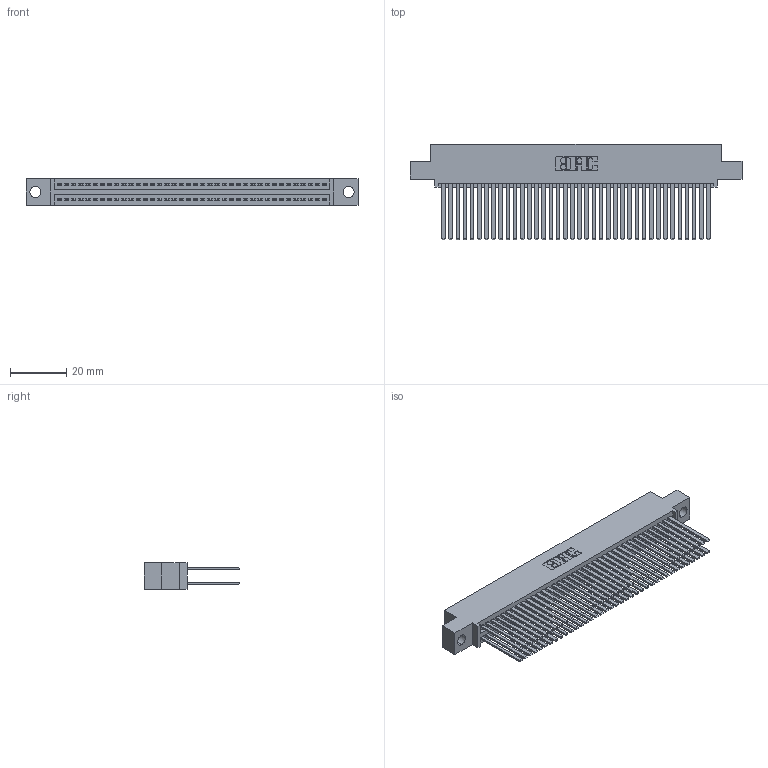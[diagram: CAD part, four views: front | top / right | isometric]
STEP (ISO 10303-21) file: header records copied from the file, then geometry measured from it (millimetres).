
FILE_DESCRIPTION (( 'STEP AP203' ), '1' );
FILE_NAME ('395-076-544-504.STEP', '2018-11-27T21:58:46', ( '' ), ( '' ), 'SwSTEP 2.0', 'SolidWorks 2016', '' );
FILE_SCHEMA (( 'CONFIG_CONTROL_DESIGN' ));
Length unit declared in the file: inch
Products named in the file (3): 345 Part_0.110 Offset - 0.156 Dia-TH; 395-076-544-504; 345-292-001_345-293-144
Assembly tree (77 placements, depth 2):
  395-076-544-504
    345 Part_0.110 Offset - 0.156 Dia-TH
    345-292-001_345-293-144  x76
Bounding box: 117.73 x 33.96 x 9.4 mm (x, y, z)
Volume: 12303.3 mm3; surface area: 21139.5 mm2
Topology: 77 solids, 77 shells, 3474 faces, 10309 edges, 6770 vertices
Faces by surface type: plane 2288, cylinder 1186
Entity records: 30305 total; most frequent: CARTESIAN_POINT 5084, ORIENTED_EDGE 5018, DIRECTION 4485, EDGE_CURVE 2509, LINE 2229, VECTOR 2229, VERTEX_POINT 1670, AXIS2_PLACEMENT_3D 1128
